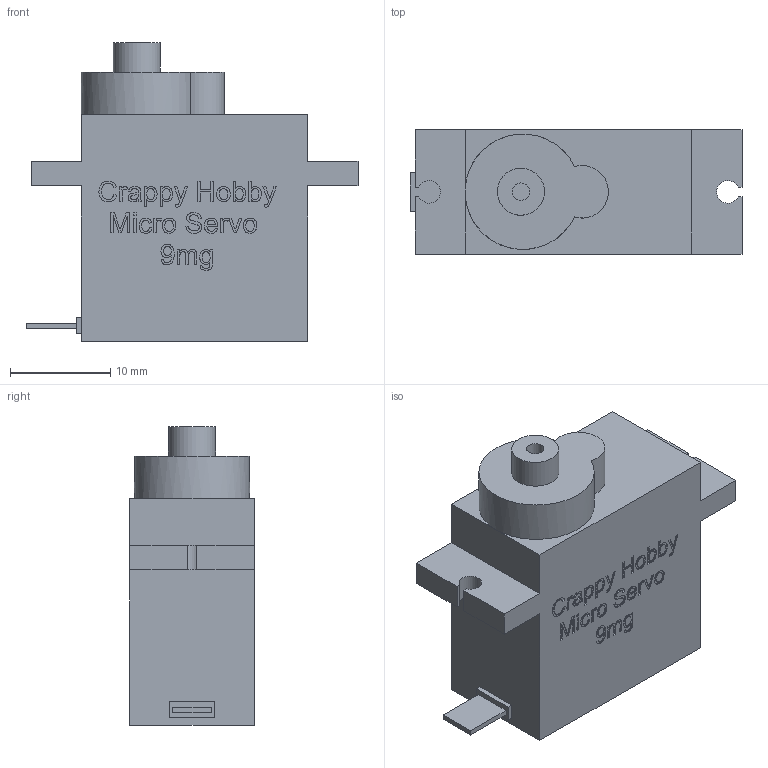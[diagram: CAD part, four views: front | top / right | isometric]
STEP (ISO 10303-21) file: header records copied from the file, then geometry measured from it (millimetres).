
FILE_DESCRIPTION(/* description */ (''),/* implementation_level */ '2;1');
FILE_NAME(/* name */ 'Assembly1.iam.step',/* time_stamp */ '2018-09-24T13:20:54-04:00',/* author */ ('greg.moser'),/* organization */ (''),/* preprocessor_version */ 'ST-DEVELOPER v17.2',/* originating_system */ 'Autodesk Inventor 2019',/* authorisation */ '');
FILE_SCHEMA (('AUTOMOTIVE_DESIGN { 1 0 10303 214 3 1 1 }'));
Length unit declared in the file: millimetre
Products named in the file (3): Assembly1; Micro Servo; Foot
Assembly tree (2 placements, depth 2):
  Assembly1
    Micro Servo
    Foot
Bounding box: 33.12 x 12.43 x 29.74 mm (x, y, z)
Volume: 7200.7 mm3; surface area: 2756.3 mm2
Topology: 1 solids, 1 shells, 390 faces, 1043 edges, 695 vertices
Faces by surface type: plane 192, bspline 192, cylinder 6
Full cylindrical faces by diameter (mm): 1.75 x1, 4.7 x1
Entity records: 13685 total; most frequent: CARTESIAN_POINT 5062, ORIENTED_EDGE 2086, DIRECTION 1078, EDGE_CURVE 1043, VERTEX_POINT 695, LINE 646, VECTOR 646, EDGE_LOOP 430
